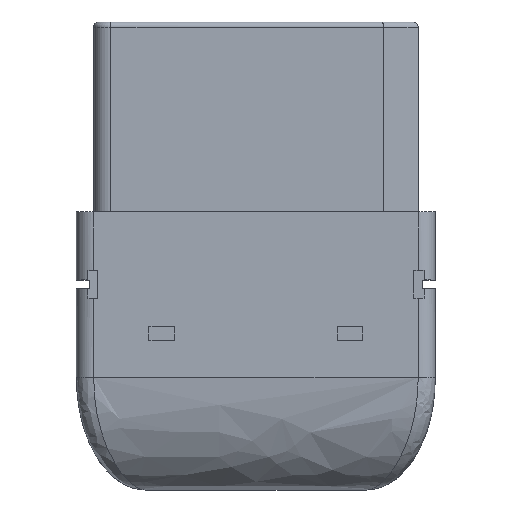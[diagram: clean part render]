
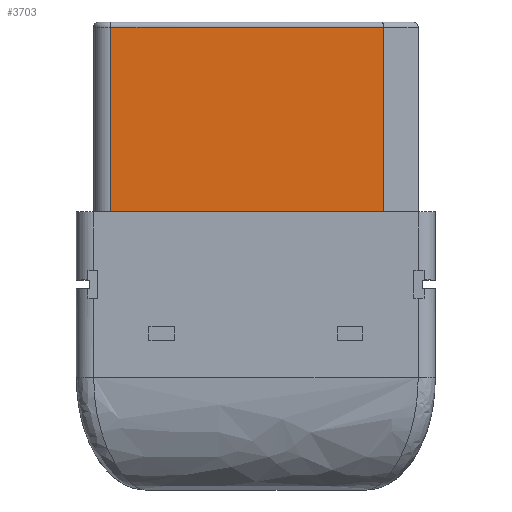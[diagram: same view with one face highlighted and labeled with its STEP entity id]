
A CAD part, top view. The second image highlights one B-rep face of the part: STEP entity #3703.
In plain terms, the highlighted planar face has unit normal (0, 0, 1).
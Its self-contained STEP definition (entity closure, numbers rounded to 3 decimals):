
#138 = CARTESIAN_POINT ( 'NONE',  ( 7.4, 2.55, 4.1 ) ) ;
#224 = DIRECTION ( 'NONE',  ( -1., 0., 0. ) ) ;
#280 = ORIENTED_EDGE ( 'NONE', *, *, #4462, .T. ) ;
#1605 = EDGE_CURVE ( 'NONE', #13450, #12129, #9478, .T. ) ;
#1664 = CARTESIAN_POINT ( 'NONE',  ( -9.4, 2.55, 4.1 ) ) ;
#2222 = DIRECTION ( 'NONE',  ( 0., 1., 0. ) ) ;
#3379 = EDGE_CURVE ( 'NONE', #8690, #13450, #5243, .T. ) ;
#3703 = ADVANCED_FACE ( 'NONE', ( #9638 ), #6820, .T. ) ;
#4462 = EDGE_CURVE ( 'NONE', #9099, #8690, #7233, .T. ) ;
#4810 = CARTESIAN_POINT ( 'NONE',  ( -8.4, 2.55, 4.1 ) ) ;
#5243 = LINE ( 'NONE', #138, #12968 ) ;
#5363 = CARTESIAN_POINT ( 'NONE',  ( 7.4, 13.25, 4.1 ) ) ;
#5573 = CARTESIAN_POINT ( 'NONE',  ( -8.4, 13.25, 4.1 ) ) ;
#6820 = PLANE ( 'NONE',  #6950 ) ;
#6950 = AXIS2_PLACEMENT_3D ( 'NONE', #1664, #13247, #14787 ) ;
#7233 = LINE ( 'NONE', #11527, #8790 ) ;
#7405 = CARTESIAN_POINT ( 'NONE',  ( -8.4, 13.25, 4.1 ) ) ;
#8690 = VERTEX_POINT ( 'NONE', #11422 ) ;
#8790 = VECTOR ( 'NONE', #14114, 1000. ) ;
#8998 = ORIENTED_EDGE ( 'NONE', *, *, #3379, .T. ) ;
#9099 = VERTEX_POINT ( 'NONE', #16189 ) ;
#9478 = LINE ( 'NONE', #5573, #16191 ) ;
#9638 = FACE_OUTER_BOUND ( 'NONE', #9813, .T. ) ;
#9645 = ORIENTED_EDGE ( 'NONE', *, *, #1605, .T. ) ;
#9813 = EDGE_LOOP ( 'NONE', ( #8998, #9645, #11069, #280 ) ) ;
#11069 = ORIENTED_EDGE ( 'NONE', *, *, #13572, .T. ) ;
#11422 = CARTESIAN_POINT ( 'NONE',  ( 7.4, 2.55, 4.1 ) ) ;
#11527 = CARTESIAN_POINT ( 'NONE',  ( -9.4, 2.55, 4.1 ) ) ;
#11587 = VECTOR ( 'NONE', #13981, 1000. ) ;
#12129 = VERTEX_POINT ( 'NONE', #7405 ) ;
#12421 = LINE ( 'NONE', #4810, #11587 ) ;
#12968 = VECTOR ( 'NONE', #2222, 1000. ) ;
#13247 = DIRECTION ( 'NONE',  ( 0., 0., 1. ) ) ;
#13450 = VERTEX_POINT ( 'NONE', #5363 ) ;
#13572 = EDGE_CURVE ( 'NONE', #12129, #9099, #12421, .T. ) ;
#13981 = DIRECTION ( 'NONE',  ( 0., -1., 0. ) ) ;
#14114 = DIRECTION ( 'NONE',  ( 1., 0., 0. ) ) ;
#14787 = DIRECTION ( 'NONE',  ( 1., 0., 0. ) ) ;
#16189 = CARTESIAN_POINT ( 'NONE',  ( -8.4, 2.55, 4.1 ) ) ;
#16191 = VECTOR ( 'NONE', #224, 1000. ) ;
